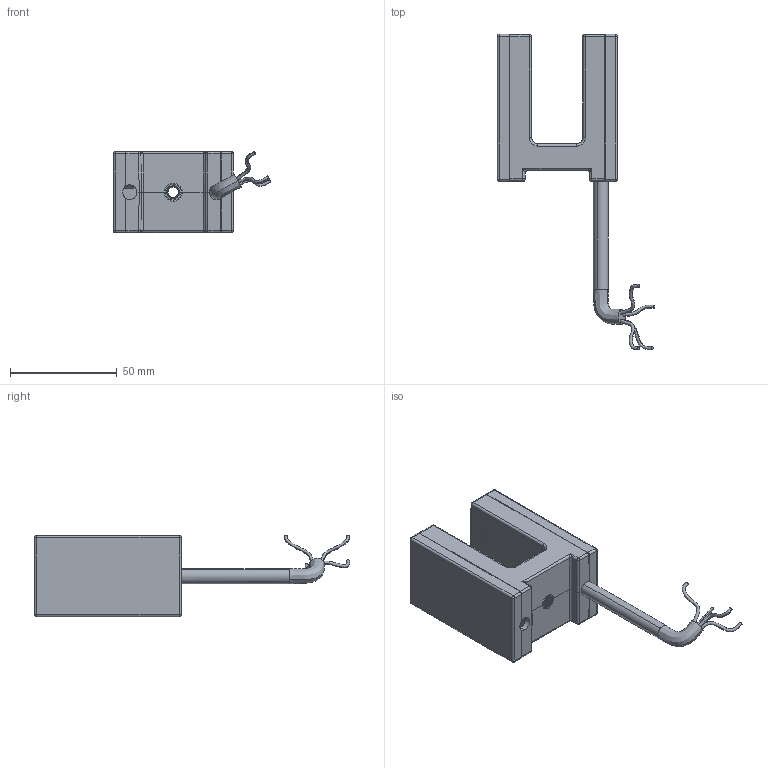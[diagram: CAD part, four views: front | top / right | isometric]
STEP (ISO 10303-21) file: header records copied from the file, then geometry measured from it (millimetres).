
FILE_DESCRIPTION((''),'2;1');
FILE_NAME('OBE24_1_ASM','2013-07-11T',('sereneee'),(''),'PRO/ENGINEER BY PARAMETRIC TECHNOLOGY CORPORATION, 2013050','PRO/ENGINEER BY PARAMETRIC TECHNOLOGY CORPORATION, 2013050','');
FILE_SCHEMA(('CONFIG_CONTROL_DESIGN'));
Length unit declared in the file: inch
Products named in the file (8): MSBR-7; MSBR-6; MSBR-5; MSBR-4; MSBR-3; MSBR-2; MSBR-1; OBE24_1_ASM
Assembly tree (7 placements, depth 2):
  OBE24_1_ASM
    MSBR-7
    MSBR-6
    MSBR-5
    MSBR-4
    MSBR-3
    MSBR-2
    MSBR-1
Bounding box: 74.03 x 147.99 x 38.18 mm (x, y, z)
Volume: 39558 mm3; surface area: 45942.2 mm2
Topology: 7 solids, 7 shells, 631 faces, 1586 edges, 959 vertices
Faces by surface type: plane 288, cylinder 229, bspline 52, sphere 28, cone 20, torus 14
Entity records: 35825 total; most frequent: CARTESIAN_POINT 17023, ORIENTED_EDGE 3116, DIRECTION 2657, EDGE_CURVE 1558, VERTEX_POINT 959, AXIS2_PLACEMENT_3D 908, VECTOR 841, LINE 841
